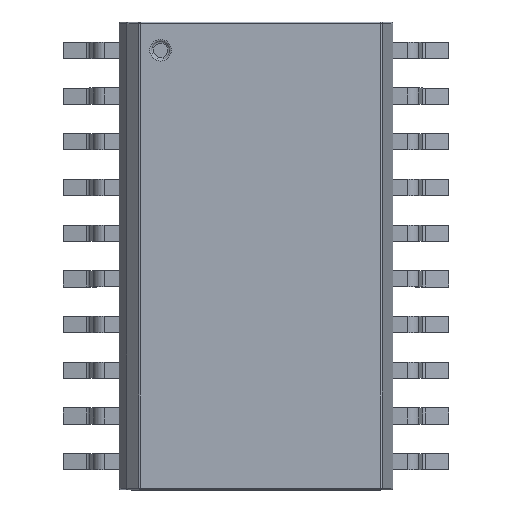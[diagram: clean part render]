
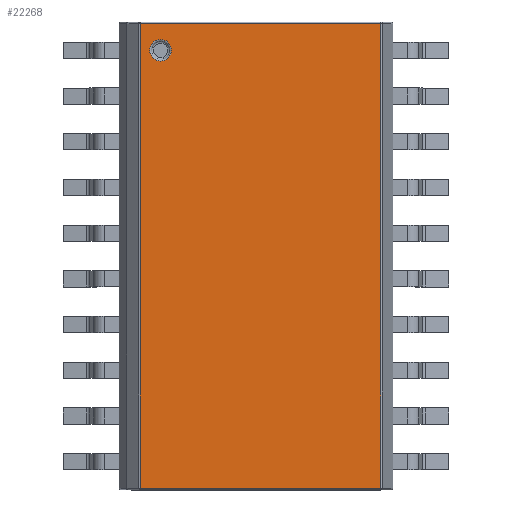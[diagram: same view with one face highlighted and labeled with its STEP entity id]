
A CAD part, top view. The second image highlights one B-rep face of the part: STEP entity #22268.
In plain terms, the highlighted planar face has unit normal (0, 0, 1).
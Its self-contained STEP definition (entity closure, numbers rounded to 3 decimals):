
#20285 = CYLINDRICAL_SURFACE('',#20286,0.05);
#20286 = AXIS2_PLACEMENT_3D('',#20287,#20288,#20289);
#20287 = CARTESIAN_POINT('',(3.5,6.45,2.59));
#20288 = DIRECTION('',(-1.,-0.,0.));
#20289 = DIRECTION('',(0.,1.,0.));
#20531 = CYLINDRICAL_SURFACE('',#20532,0.05);
#20532 = AXIS2_PLACEMENT_3D('',#20533,#20534,#20535);
#20533 = CARTESIAN_POINT('',(3.5,-6.45,2.59));
#20534 = DIRECTION('',(-1.,-0.,0.));
#20535 = DIRECTION('',(0.,-1.,0.));
#21289 = VERTEX_POINT('',#21290);
#21290 = CARTESIAN_POINT('',(3.462,6.45,2.64));
#21310 = EDGE_CURVE('',#21289,#21311,#21313,.T.);
#21311 = VERTEX_POINT('',#21312);
#21312 = CARTESIAN_POINT('',(-3.223,6.45,2.64));
#21313 = SURFACE_CURVE('',#21314,(#21318,#21325),.PCURVE_S1.);
#21314 = LINE('',#21315,#21316);
#21315 = CARTESIAN_POINT('',(3.5,6.45,2.64));
#21316 = VECTOR('',#21317,1.);
#21317 = DIRECTION('',(-1.,-0.,0.));
#21318 = PCURVE('',#20285,#21319);
#21319 = DEFINITIONAL_REPRESENTATION('',(#21320),#21324);
#21320 = LINE('',#21321,#21322);
#21321 = CARTESIAN_POINT('',(-1.571,0.));
#21322 = VECTOR('',#21323,1.);
#21323 = DIRECTION('',(-0.,1.));
#21324 = ( GEOMETRIC_REPRESENTATION_CONTEXT(2) 
PARAMETRIC_REPRESENTATION_CONTEXT() REPRESENTATION_CONTEXT('2D SPACE',''
  ) );
#21325 = PCURVE('',#21326,#21331);
#21326 = PLANE('',#21327);
#21327 = AXIS2_PLACEMENT_3D('',#21328,#21329,#21330);
#21328 = CARTESIAN_POINT('',(3.5,6.5,2.64));
#21329 = DIRECTION('',(0.,0.,-1.));
#21330 = DIRECTION('',(-1.,-0.,0.));
#21331 = DEFINITIONAL_REPRESENTATION('',(#21332),#21336);
#21332 = LINE('',#21333,#21334);
#21333 = CARTESIAN_POINT('',(0.,-0.05));
#21334 = VECTOR('',#21335,1.);
#21335 = DIRECTION('',(1.,0.));
#21336 = ( GEOMETRIC_REPRESENTATION_CONTEXT(2) 
PARAMETRIC_REPRESENTATION_CONTEXT() REPRESENTATION_CONTEXT('2D SPACE',''
  ) );
#21762 = VERTEX_POINT('',#21763);
#21763 = CARTESIAN_POINT('',(3.462,-6.45,2.64));
#21783 = EDGE_CURVE('',#21762,#21784,#21786,.T.);
#21784 = VERTEX_POINT('',#21785);
#21785 = CARTESIAN_POINT('',(-3.223,-6.45,2.64));
#21786 = SURFACE_CURVE('',#21787,(#21791,#21798),.PCURVE_S1.);
#21787 = LINE('',#21788,#21789);
#21788 = CARTESIAN_POINT('',(3.5,-6.45,2.64));
#21789 = VECTOR('',#21790,1.);
#21790 = DIRECTION('',(-1.,-0.,0.));
#21791 = PCURVE('',#20531,#21792);
#21792 = DEFINITIONAL_REPRESENTATION('',(#21793),#21797);
#21793 = LINE('',#21794,#21795);
#21794 = CARTESIAN_POINT('',(1.571,0.));
#21795 = VECTOR('',#21796,1.);
#21796 = DIRECTION('',(0.,1.));
#21797 = ( GEOMETRIC_REPRESENTATION_CONTEXT(2) 
PARAMETRIC_REPRESENTATION_CONTEXT() REPRESENTATION_CONTEXT('2D SPACE',''
  ) );
#21798 = PCURVE('',#21326,#21799);
#21799 = DEFINITIONAL_REPRESENTATION('',(#21800),#21804);
#21800 = LINE('',#21801,#21802);
#21801 = CARTESIAN_POINT('',(0.,-12.95));
#21802 = VECTOR('',#21803,1.);
#21803 = DIRECTION('',(1.,0.));
#21804 = ( GEOMETRIC_REPRESENTATION_CONTEXT(2) 
PARAMETRIC_REPRESENTATION_CONTEXT() REPRESENTATION_CONTEXT('2D SPACE',''
  ) );
#22151 = CYLINDRICAL_SURFACE('',#22152,0.05);
#22152 = AXIS2_PLACEMENT_3D('',#22153,#22154,#22155);
#22153 = CARTESIAN_POINT('',(3.462,6.5,2.59));
#22154 = DIRECTION('',(0.,-1.,0.));
#22155 = DIRECTION('',(0.966,0.,0.259
    ));
#22210 = CYLINDRICAL_SURFACE('',#22211,0.05);
#22211 = AXIS2_PLACEMENT_3D('',#22212,#22213,#22214);
#22212 = CARTESIAN_POINT('',(-3.223,6.5,2.59));
#22213 = DIRECTION('',(0.,-1.,0.));
#22214 = DIRECTION('',(0.,0.,1.));
#22268 = ADVANCED_FACE('',(#22269,#22315),#21326,.F.);
#22269 = FACE_BOUND('',#22270,.F.);
#22270 = EDGE_LOOP('',(#22271,#22272,#22293,#22294));
#22271 = ORIENTED_EDGE('',*,*,#21310,.F.);
#22272 = ORIENTED_EDGE('',*,*,#22273,.T.);
#22273 = EDGE_CURVE('',#21289,#21762,#22274,.T.);
#22274 = SURFACE_CURVE('',#22275,(#22279,#22286),.PCURVE_S1.);
#22275 = LINE('',#22276,#22277);
#22276 = CARTESIAN_POINT('',(3.462,6.5,2.64));
#22277 = VECTOR('',#22278,1.);
#22278 = DIRECTION('',(0.,-1.,0.));
#22279 = PCURVE('',#21326,#22280);
#22280 = DEFINITIONAL_REPRESENTATION('',(#22281),#22285);
#22281 = LINE('',#22282,#22283);
#22282 = CARTESIAN_POINT('',(0.038,0.));
#22283 = VECTOR('',#22284,1.);
#22284 = DIRECTION('',(0.,-1.));
#22285 = ( GEOMETRIC_REPRESENTATION_CONTEXT(2) 
PARAMETRIC_REPRESENTATION_CONTEXT() REPRESENTATION_CONTEXT('2D SPACE',''
  ) );
#22286 = PCURVE('',#22151,#22287);
#22287 = DEFINITIONAL_REPRESENTATION('',(#22288),#22292);
#22288 = LINE('',#22289,#22290);
#22289 = CARTESIAN_POINT('',(1.309,0.));
#22290 = VECTOR('',#22291,1.);
#22291 = DIRECTION('',(0.,1.));
#22292 = ( GEOMETRIC_REPRESENTATION_CONTEXT(2) 
PARAMETRIC_REPRESENTATION_CONTEXT() REPRESENTATION_CONTEXT('2D SPACE',''
  ) );
#22293 = ORIENTED_EDGE('',*,*,#21783,.T.);
#22294 = ORIENTED_EDGE('',*,*,#22295,.F.);
#22295 = EDGE_CURVE('',#21311,#21784,#22296,.T.);
#22296 = SURFACE_CURVE('',#22297,(#22301,#22308),.PCURVE_S1.);
#22297 = LINE('',#22298,#22299);
#22298 = CARTESIAN_POINT('',(-3.223,6.5,2.64));
#22299 = VECTOR('',#22300,1.);
#22300 = DIRECTION('',(0.,-1.,0.));
#22301 = PCURVE('',#21326,#22302);
#22302 = DEFINITIONAL_REPRESENTATION('',(#22303),#22307);
#22303 = LINE('',#22304,#22305);
#22304 = CARTESIAN_POINT('',(6.723,0.));
#22305 = VECTOR('',#22306,1.);
#22306 = DIRECTION('',(0.,-1.));
#22307 = ( GEOMETRIC_REPRESENTATION_CONTEXT(2) 
PARAMETRIC_REPRESENTATION_CONTEXT() REPRESENTATION_CONTEXT('2D SPACE',''
  ) );
#22308 = PCURVE('',#22210,#22309);
#22309 = DEFINITIONAL_REPRESENTATION('',(#22310),#22314);
#22310 = LINE('',#22311,#22312);
#22311 = CARTESIAN_POINT('',(0.,0.));
#22312 = VECTOR('',#22313,1.);
#22313 = DIRECTION('',(0.,1.));
#22314 = ( GEOMETRIC_REPRESENTATION_CONTEXT(2) 
PARAMETRIC_REPRESENTATION_CONTEXT() REPRESENTATION_CONTEXT('2D SPACE',''
  ) );
#22315 = FACE_BOUND('',#22316,.F.);
#22316 = EDGE_LOOP('',(#22317));
#22317 = ORIENTED_EDGE('',*,*,#22318,.T.);
#22318 = EDGE_CURVE('',#22319,#22319,#22321,.T.);
#22319 = VERTEX_POINT('',#22320);
#22320 = CARTESIAN_POINT('',(-2.35,5.715,2.64));
#22321 = SURFACE_CURVE('',#22322,(#22327,#22338),.PCURVE_S1.);
#22322 = CIRCLE('',#22323,0.3);
#22323 = AXIS2_PLACEMENT_3D('',#22324,#22325,#22326);
#22324 = CARTESIAN_POINT('',(-2.65,5.715,2.64));
#22325 = DIRECTION('',(0.,0.,1.));
#22326 = DIRECTION('',(1.,0.,0.));
#22327 = PCURVE('',#21326,#22328);
#22328 = DEFINITIONAL_REPRESENTATION('',(#22329),#22337);
#22329 = ( BOUNDED_CURVE() B_SPLINE_CURVE(2,(#22330,#22331,#22332,#22333
    ,#22334,#22335,#22336),.UNSPECIFIED.,.T.,.F.) 
B_SPLINE_CURVE_WITH_KNOTS((1,2,2,2,2,1),(-2.094,0.,
    2.094,4.189,6.283,8.378),
.UNSPECIFIED.) CURVE() GEOMETRIC_REPRESENTATION_ITEM() 
RATIONAL_B_SPLINE_CURVE((1.,0.5,1.,0.5,1.,0.5,1.)) REPRESENTATION_ITEM(
  '') );
#22330 = CARTESIAN_POINT('',(5.85,-0.785));
#22331 = CARTESIAN_POINT('',(5.85,-0.265));
#22332 = CARTESIAN_POINT('',(6.3,-0.525));
#22333 = CARTESIAN_POINT('',(6.75,-0.785));
#22334 = CARTESIAN_POINT('',(6.3,-1.045));
#22335 = CARTESIAN_POINT('',(5.85,-1.305));
#22336 = CARTESIAN_POINT('',(5.85,-0.785));
#22337 = ( GEOMETRIC_REPRESENTATION_CONTEXT(2) 
PARAMETRIC_REPRESENTATION_CONTEXT() REPRESENTATION_CONTEXT('2D SPACE',''
  ) );
#22338 = PCURVE('',#22339,#22344);
#22339 = TOROIDAL_SURFACE('',#22340,0.3,0.05);
#22340 = AXIS2_PLACEMENT_3D('',#22341,#22342,#22343);
#22341 = CARTESIAN_POINT('',(-2.65,5.715,2.59));
#22342 = DIRECTION('',(0.,0.,1.));
#22343 = DIRECTION('',(1.,0.,0.));
#22344 = DEFINITIONAL_REPRESENTATION('',(#22345),#22349);
#22345 = LINE('',#22346,#22347);
#22346 = CARTESIAN_POINT('',(0.,1.571));
#22347 = VECTOR('',#22348,1.);
#22348 = DIRECTION('',(1.,0.));
#22349 = ( GEOMETRIC_REPRESENTATION_CONTEXT(2) 
PARAMETRIC_REPRESENTATION_CONTEXT() REPRESENTATION_CONTEXT('2D SPACE',''
  ) );
